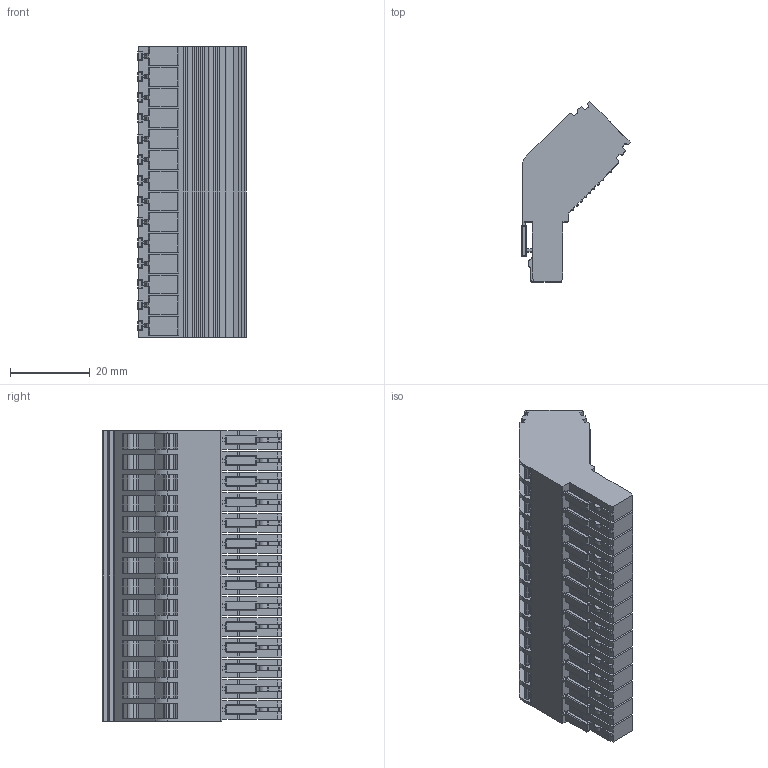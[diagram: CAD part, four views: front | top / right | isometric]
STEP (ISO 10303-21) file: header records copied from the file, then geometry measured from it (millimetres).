
FILE_DESCRIPTION (( 'STEP AP214' ), '1' );
FILE_NAME ('310749_SG_PT 2.5_AN_14_Grey.STEP', '2017-09-27T11:35:54', ( '' ), ( '' ), 'SwSTEP 2.0', 'SolidWorks 2017', '' );
FILE_SCHEMA (( 'AUTOMOTIVE_DESIGN' ));
Length unit declared in the file: millimetre
Products named in the file (1): 310749_SG_PT 2.5_AN_14_Grey
Bounding box: 27.16 x 45.07 x 72.8 mm (x, y, z)
Volume: 41029.3 mm3; surface area: 15943.3 mm2
Topology: 1 solids, 1 shells, 1729 faces, 4725 edges, 2954 vertices
Faces by surface type: plane 993, cylinder 624, bspline 112
Entity records: 54745 total; most frequent: CARTESIAN_POINT 11061, ORIENTED_EDGE 9226, DIRECTION 9069, EDGE_CURVE 4613, LINE 3337, VECTOR 3337, VERTEX_POINT 2954, AXIS2_PLACEMENT_3D 2866
